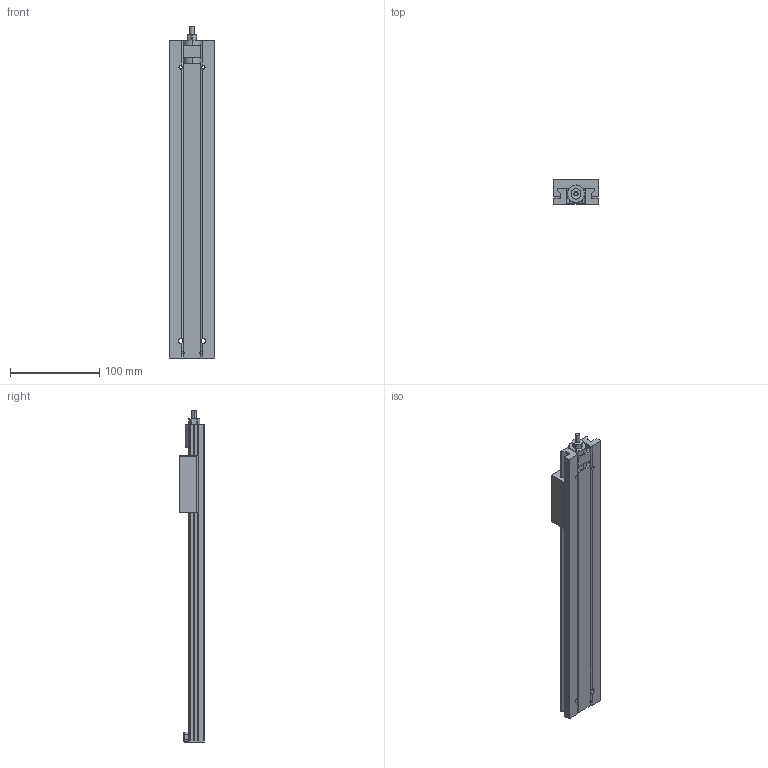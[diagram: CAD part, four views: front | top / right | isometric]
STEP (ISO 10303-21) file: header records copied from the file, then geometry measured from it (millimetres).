
FILE_DESCRIPTION (( 'STEP AP214' ), '1' );
FILE_NAME ('79559071-3794-45CC-BED5-8367D6751C0A.STEP', '2023-05-05T07:20:00', ( '' ), ( '' ), 'SwSTEP 2.0', 'SolidWorks 2022', '' );
FILE_SCHEMA (( 'AUTOMOTIVE_DESIGN' ));
Length unit declared in the file: inch
Products named in the file (1): 79559071-3794-45CC-BED5-8367D6751C0A
Bounding box: 50.8 x 27.79 x 371.02 mm (x, y, z)
Volume: 275832.6 mm3; surface area: 92035.8 mm2
Topology: 2 solids, 2 shells, 263 faces, 777 edges, 506 vertices
Faces by surface type: cylinder 129, plane 115, cone 15, bspline 4
Entity records: 9380 total; most frequent: CARTESIAN_POINT 2264, ORIENTED_EDGE 1538, DIRECTION 1460, EDGE_CURVE 769, AXIS2_PLACEMENT_3D 513, VERTEX_POINT 506, LINE 434, VECTOR 434
